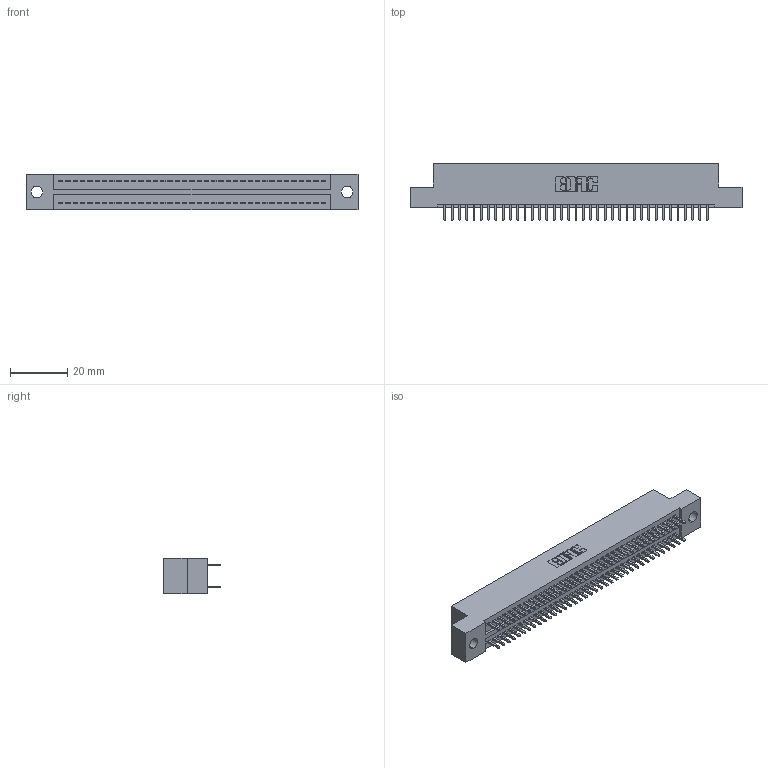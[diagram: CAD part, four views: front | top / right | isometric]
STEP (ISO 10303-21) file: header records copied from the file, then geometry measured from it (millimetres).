
FILE_DESCRIPTION (( 'STEP AP203' ), '1' );
FILE_NAME ('325-074-520-209.STEP', '2020-02-25T04:06:50', ( '' ), ( '' ), 'SwSTEP 2.0', 'SolidWorks 2016', '' );
FILE_SCHEMA (( 'CONFIG_CONTROL_DESIGN' ));
Length unit declared in the file: inch
Products named in the file (3): 325 Part_.160 TH; 325-074-520-209; 325-292-001_325-293-120
Assembly tree (75 placements, depth 2):
  325-074-520-209
    325 Part_.160 TH
    325-292-001_325-293-120  x74
Bounding box: 115.7 x 19.68 x 12.45 mm (x, y, z)
Volume: 14649.2 mm3; surface area: 17383.3 mm2
Topology: 75 solids, 75 shells, 3962 faces, 11781 edges, 7754 vertices
Faces by surface type: plane 2734, cylinder 1228
Entity records: 24471 total; most frequent: CARTESIAN_POINT 4062, ORIENTED_EDGE 3998, DIRECTION 3479, EDGE_CURVE 1999, LINE 1871, VECTOR 1871, VERTEX_POINT 1330, AXIS2_PLACEMENT_3D 804
